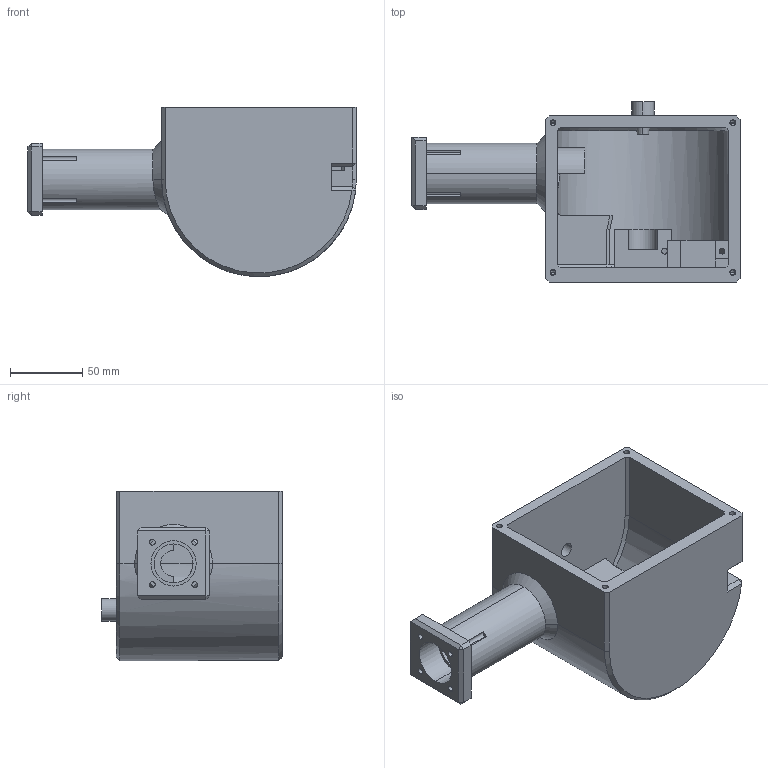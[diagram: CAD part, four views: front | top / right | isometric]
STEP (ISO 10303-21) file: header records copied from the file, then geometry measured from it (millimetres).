
FILE_DESCRIPTION (( 'STEP AP214' ), '1' );
FILE_NAME ('Stator Main Body.STEP', '2026-01-05T01:07:18', ( '' ), ( '' ), 'SwSTEP 2.0', 'SolidWorks 2025', '' );
FILE_SCHEMA (( 'AUTOMOTIVE_DESIGN' ));
Length unit declared in the file: millimetre
Products named in the file (1): Stator Main Body
Bounding box: 227.81 x 125.25 x 117.5 mm (x, y, z)
Volume: 596059.7 mm3; surface area: 156994.9 mm2
Topology: 1 solids, 1 shells, 162 faces, 428 edges, 266 vertices
Faces by surface type: plane 93, cylinder 46, cone 22, bspline 1
Entity records: 5636 total; most frequent: CARTESIAN_POINT 1543, DIRECTION 855, ORIENTED_EDGE 840, EDGE_CURVE 420, AXIS2_PLACEMENT_3D 290, LINE 275, VECTOR 275, VERTEX_POINT 266
